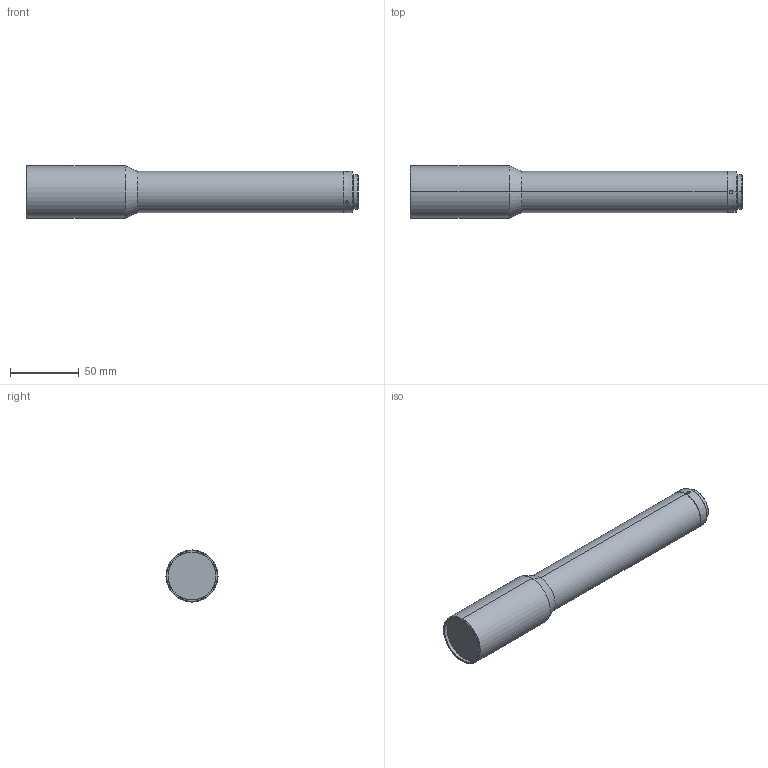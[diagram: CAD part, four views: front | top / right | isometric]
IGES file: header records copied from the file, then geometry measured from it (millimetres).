
Start section: SolidWorks IGES file using analytic representation for surfaces
Global section: file name: WH028-680A-110.IGS; native system: SolidWorks 2012; preprocessor: SolidWorks 2012; author: ZXC; date: 181203.113128; units: millimetre
Bounding box: 242.3 x 38 x 38 mm (x, y, z)
Surface area: 27710.5 mm2 (no closed solid volume)
Topology: 0 solids, 0 shells, 41 faces, 852 edges, 846 vertices
Faces by surface type: revolution 34, bspline 7
